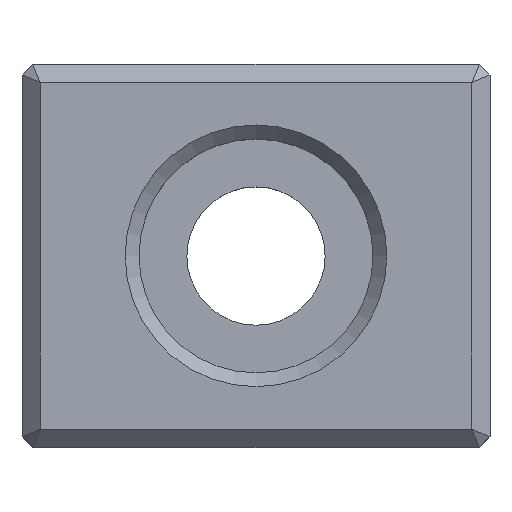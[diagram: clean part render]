
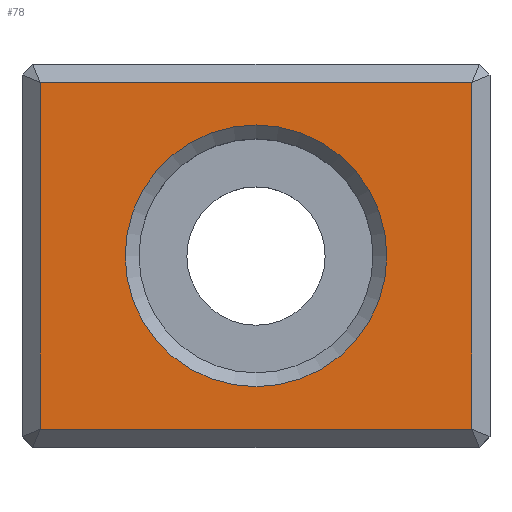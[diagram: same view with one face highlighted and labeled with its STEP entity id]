
A CAD part, top view. The second image highlights one B-rep face of the part: STEP entity #78.
In plain terms, the highlighted planar face has unit normal (0, 0, 1).
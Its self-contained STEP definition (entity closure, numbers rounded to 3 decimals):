
#78 = ADVANCED_FACE( '', ( #114, #115 ), #116, .T. );
#114 = FACE_OUTER_BOUND( '', #186, .T. );
#115 = FACE_BOUND( '', #187, .T. );
#116 = PLANE( '', #188 );
#186 = EDGE_LOOP( '', ( #273, #274, #275, #276, #277, #278, #279, #280 ) );
#187 = EDGE_LOOP( '', ( #281 ) );
#188 = AXIS2_PLACEMENT_3D( '', #282, #283, #284 );
#273 = ORIENTED_EDGE( '', *, *, #485, .T. );
#274 = ORIENTED_EDGE( '', *, *, #481, .T. );
#275 = ORIENTED_EDGE( '', *, *, #483, .T. );
#276 = ORIENTED_EDGE( '', *, *, #486, .T. );
#277 = ORIENTED_EDGE( '', *, *, #487, .T. );
#278 = ORIENTED_EDGE( '', *, *, #488, .T. );
#279 = ORIENTED_EDGE( '', *, *, #489, .T. );
#280 = ORIENTED_EDGE( '', *, *, #490, .T. );
#281 = ORIENTED_EDGE( '', *, *, #491, .T. );
#282 = CARTESIAN_POINT( '', ( -11., -9., 10. ) );
#283 = DIRECTION( '', ( 0., 0., 1. ) );
#284 = DIRECTION( '', ( 1., 0., 0. ) );
#481 = EDGE_CURVE( '', #545, #550, #552, .T. );
#483 = EDGE_CURVE( '', #550, #554, #556, .T. );
#485 = EDGE_CURVE( '', #558, #545, #559, .T. );
#486 = EDGE_CURVE( '', #554, #560, #561, .T. );
#487 = EDGE_CURVE( '', #560, #562, #563, .T. );
#488 = EDGE_CURVE( '', #562, #564, #565, .T. );
#489 = EDGE_CURVE( '', #564, #566, #567, .T. );
#490 = EDGE_CURVE( '', #566, #558, #568, .T. );
#491 = EDGE_CURVE( '', #569, #569, #570, .F. );
#545 = VERTEX_POINT( '', #651 );
#550 = VERTEX_POINT( '', #658 );
#552 = LINE( '', #661, #662 );
#554 = VERTEX_POINT( '', #664 );
#556 = LINE( '', #667, #668 );
#558 = VERTEX_POINT( '', #671 );
#559 = LINE( '', #672, #673 );
#560 = VERTEX_POINT( '', #674 );
#561 = LINE( '', #675, #676 );
#562 = VERTEX_POINT( '', #677 );
#563 = LINE( '', #678, #679 );
#564 = VERTEX_POINT( '', #680 );
#565 = LINE( '', #681, #682 );
#566 = VERTEX_POINT( '', #683 );
#567 = LINE( '', #684, #685 );
#568 = LINE( '', #686, #687 );
#569 = VERTEX_POINT( '', #688 );
#570 = CIRCLE( '', #689, 6.15 );
#651 = CARTESIAN_POINT( '', ( 10.148, -8.15, 10. ) );
#658 = CARTESIAN_POINT( '', ( 10.15, -8.148, 10. ) );
#661 = CARTESIAN_POINT( '', ( -0.851, -19.149, 10. ) );
#662 = VECTOR( '', #804, 1000. );
#664 = CARTESIAN_POINT( '', ( 10.15, 8.148, 10. ) );
#667 = CARTESIAN_POINT( '', ( 10.15, 8.5, 10. ) );
#668 = VECTOR( '', #806, 1000. );
#671 = CARTESIAN_POINT( '', ( -10.148, -8.15, 10. ) );
#672 = CARTESIAN_POINT( '', ( 10.5, -8.15, 10. ) );
#673 = VECTOR( '', #808, 1000. );
#674 = CARTESIAN_POINT( '', ( 10.148, 8.15, 10. ) );
#675 = CARTESIAN_POINT( '', ( 8.149, 10.149, 10. ) );
#676 = VECTOR( '', #809, 1000. );
#677 = CARTESIAN_POINT( '', ( -10.148, 8.15, 10. ) );
#678 = CARTESIAN_POINT( '', ( -10.5, 8.15, 10. ) );
#679 = VECTOR( '', #810, 1000. );
#680 = CARTESIAN_POINT( '', ( -10.15, 8.148, 10. ) );
#681 = CARTESIAN_POINT( '', ( -19.149, -0.851, 10. ) );
#682 = VECTOR( '', #811, 1000. );
#683 = CARTESIAN_POINT( '', ( -10.15, -8.148, 10. ) );
#684 = CARTESIAN_POINT( '', ( -10.15, -8.5, 10. ) );
#685 = VECTOR( '', #812, 1000. );
#686 = CARTESIAN_POINT( '', ( -10.149, -8.149, 10. ) );
#687 = VECTOR( '', #813, 1000. );
#688 = CARTESIAN_POINT( '', ( 6.15, 0., 10. ) );
#689 = AXIS2_PLACEMENT_3D( '', #814, #815, #816 );
#804 = DIRECTION( '', ( 0.707, 0.707, 0. ) );
#806 = DIRECTION( '', ( 0., 1., 0. ) );
#808 = DIRECTION( '', ( 1., 0., 0. ) );
#809 = DIRECTION( '', ( -0.707, 0.707, 0. ) );
#810 = DIRECTION( '', ( -1., 0., 0. ) );
#811 = DIRECTION( '', ( -0.707, -0.707, 0. ) );
#812 = DIRECTION( '', ( 0., -1., 0. ) );
#813 = DIRECTION( '', ( 0.707, -0.707, 0. ) );
#814 = CARTESIAN_POINT( '', ( 0., 0., 10. ) );
#815 = DIRECTION( '', ( 0., 0., 1. ) );
#816 = DIRECTION( '', ( 1., 0., 0. ) );
